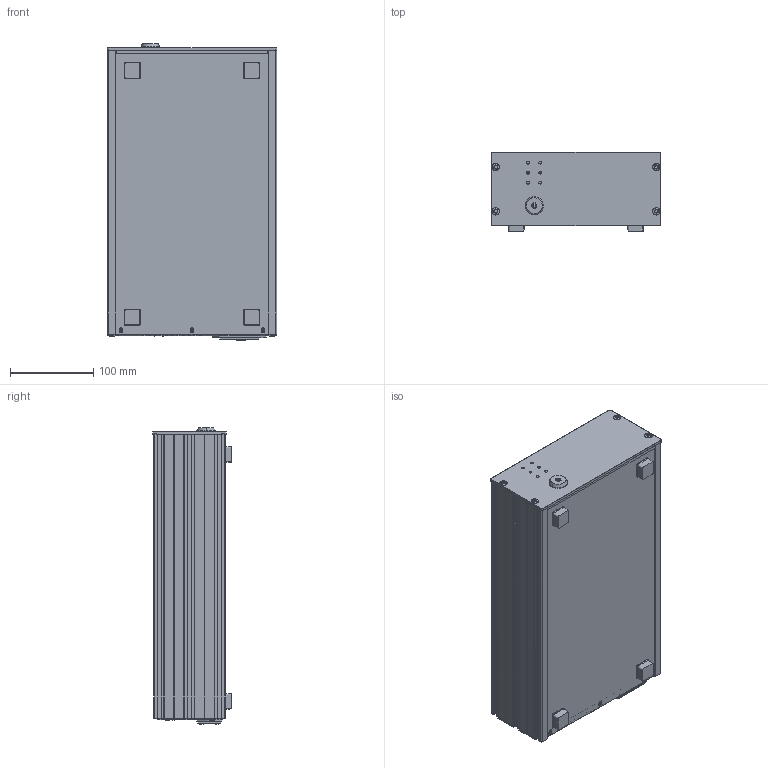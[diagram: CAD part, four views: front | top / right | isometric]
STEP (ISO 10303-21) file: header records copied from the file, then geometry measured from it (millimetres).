
FILE_DESCRIPTION (( 'STEP AP214' ), '1' );
FILE_NAME ('ICE-BLOC DDTC.STEP', '2016-08-11T10:39:06', ( '' ), ( '' ), 'SwSTEP 2.0', 'SolidWorks 2015', '' );
FILE_SCHEMA (( 'AUTOMOTIVE_DESIGN' ));
Length unit declared in the file: millimetre
Products named in the file (1): ICE-BLOC DDTC
Bounding box: 203.2 x 94.36 x 355.77 mm (x, y, z)
Surface area: 552613.9 mm2 (no closed solid volume)
Topology: 0 solids, 79 shells, 1889 faces, 7694 edges, 5592 vertices
Faces by surface type: plane 1083, cylinder 563, bspline 112, cone 67, sphere 32, torus 32
Entity records: 108221 total; most frequent: CARTESIAN_POINT 25762, DIRECTION 12292, ORIENTED_EDGE 11686, EDGE_CURVE 7690, VERTEX_POINT 5592, VECTOR 5352, LINE 5352, AXIS2_PLACEMENT_3D 3470
